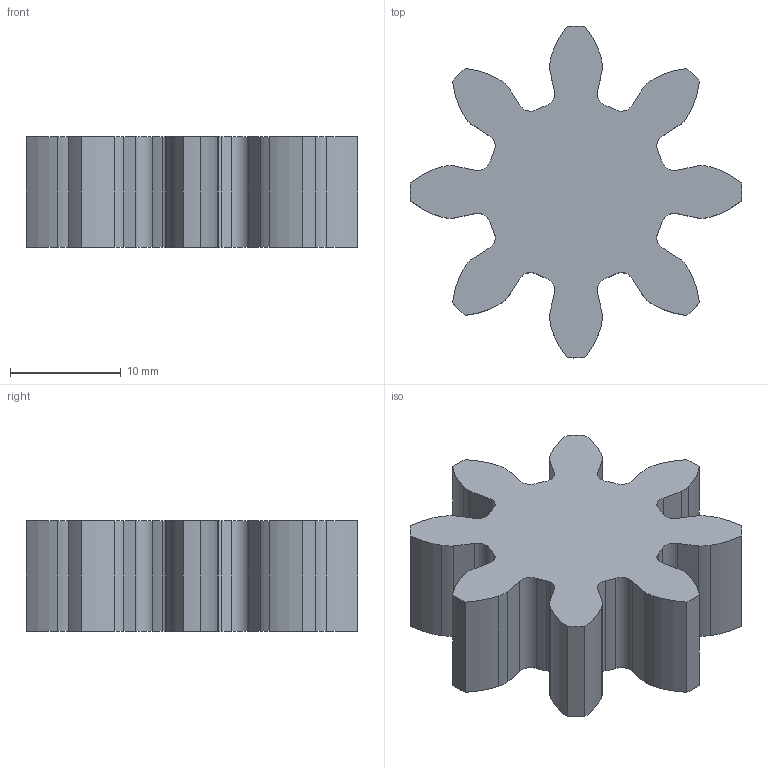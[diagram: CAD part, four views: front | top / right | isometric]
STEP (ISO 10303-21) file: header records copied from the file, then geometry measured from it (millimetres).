
FILE_DESCRIPTION(('FreeCAD Model'),'2;1');
FILE_NAME('Open CASCADE Shape Model','2025-02-23T21:13:59',(''),(''), 'Open CASCADE STEP processor 7.8','FreeCAD','Unknown');
FILE_SCHEMA(('AUTOMOTIVE_DESIGN { 1 0 10303 214 1 1 1 1 }'));
Length unit declared in the file: millimetre
Products named in the file (1): Body
Bounding box: 30 x 30 x 10 mm (x, y, z)
Volume: 4287.1 mm3; surface area: 2338.1 mm2
Topology: 1 solids, 1 shells, 82 faces, 240 edges, 160 vertices
Faces by surface type: extrusion 32, cylinder 32, plane 18
Entity records: 2910 total; most frequent: CARTESIAN_POINT 771, ORIENTED_EDGE 480, DIRECTION 374, EDGE_CURVE 240, VERTEX_POINT 160, VECTOR 144, AXIS2_PLACEMENT_3D 115, LINE 112
